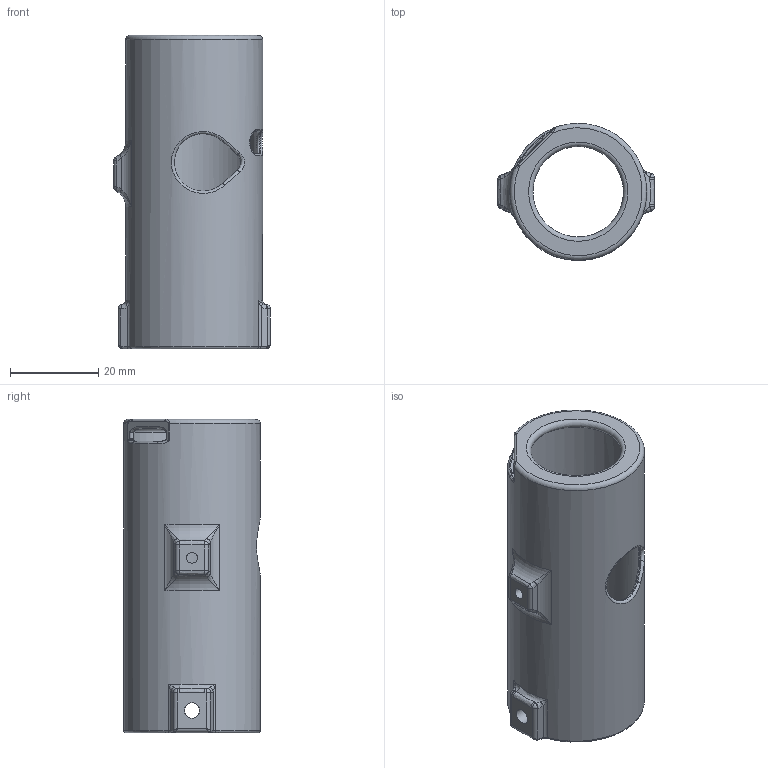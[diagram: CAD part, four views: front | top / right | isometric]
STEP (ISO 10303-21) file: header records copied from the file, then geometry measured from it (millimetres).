
FILE_DESCRIPTION(/* description */ ('STEP AP242','CAx-IF Rec.Pracs.---Representation and Presentation of Product Manufacturing Information (PMI)---4.0---2014-10-13','CAx-IF Rec.Pracs.---3D Tessellated Geometry---0.4---2014-09-14','2;1'),/* implementation_level */ '2;1');
FILE_NAME(/* name */ 'Assembly - Inside',/* time_stamp */ '2025-07-23T17:14:15Z',/* author */ (''),/* organization */ (''),/* preprocessor_version */ 'ST-DEVELOPER v20',/* originating_system */ 'ONSHAPE BY PTC INC, 1.201',/* authorisation */ ' ');
FILE_SCHEMA (('AP242_MANAGED_MODEL_BASED_3D_ENGINEERING_MIM_LF { 1 0 10303 442 1 1 4 }'));
Length unit declared in the file: metre
Products named in the file (1): Inside
Bounding box: 35.5 x 31 x 71 mm (x, y, z)
Volume: 9009.1 mm3; surface area: 13741.5 mm2
Topology: 1 solids, 1 shells, 146 faces, 352 edges, 192 vertices
Faces by surface type: bspline 49, cylinder 42, plane 27, torus 20, sphere 8
Full cylindrical faces by diameter (mm): 2.5 x1, 3.5 x2, 28.5 x1, 31 x1
Entity records: 5552 total; most frequent: CARTESIAN_POINT 2554, ORIENTED_EDGE 640, DIRECTION 588, EDGE_CURVE 320, AXIS2_PLACEMENT_3D 252, VERTEX_POINT 185, EDGE_LOOP 169, FACE_BOUND 169
